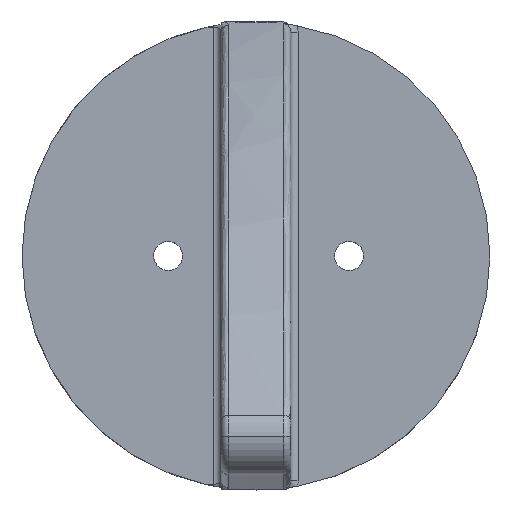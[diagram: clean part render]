
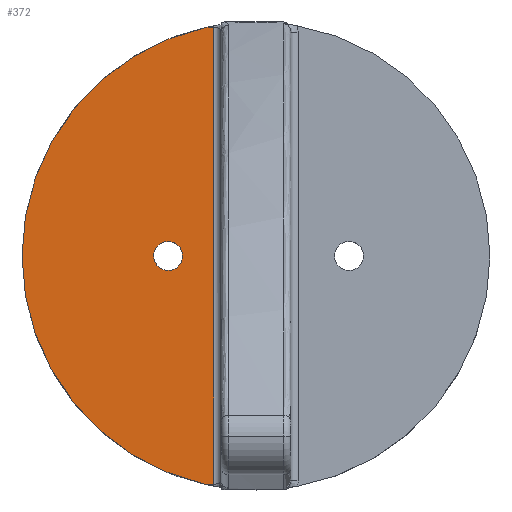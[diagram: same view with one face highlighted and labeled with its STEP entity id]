
A CAD part, top view. The second image highlights one B-rep face of the part: STEP entity #372.
In plain terms, the highlighted planar face has unit normal (0, 0, 1).
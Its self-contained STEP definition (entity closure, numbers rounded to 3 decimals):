
#164=CARTESIAN_POINT('Vertex',(-4.528,15.621,0.)) ;
#167=CARTESIAN_POINT('Axis2P3D Location',(-3.65,16.1,0.)) ;
#171=CARTESIAN_POINT('Vertex',(-2.772,16.579,0.)) ;
#186=CARTESIAN_POINT('Axis2P3D Location',(-3.65,16.1,0.)) ;
#198=CARTESIAN_POINT('Axis2P3D Location',(0.,0.,0.)) ;
#326=CARTESIAN_POINT('Axis2P3D Location',(2.4,16.1,0.)) ;
#330=CARTESIAN_POINT('Vertex',(-13.7,16.1,0.)) ;
#332=CARTESIAN_POINT('Vertex',(-0.973,31.843,0.)) ;
#335=CARTESIAN_POINT('Axis2P3D Location',(2.4,16.1,0.)) ;
#339=CARTESIAN_POINT('Vertex',(-1.139,0.394,0.)) ;
#342=CARTESIAN_POINT('Line Origine',(-0.82,0.394,0.)) ;
#346=CARTESIAN_POINT('Vertex',(-0.5,0.394,0.)) ;
#349=CARTESIAN_POINT('Line Origine',(-0.5,16.118,0.)) ;
#353=CARTESIAN_POINT('Vertex',(-0.5,31.843,0.)) ;
#356=CARTESIAN_POINT('Line Origine',(-0.737,31.843,0.)) ;
#168=DIRECTION('Axis2P3D Direction',(0.,0.,1.)) ;
#187=DIRECTION('Axis2P3D Direction',(0.,0.,1.)) ;
#199=DIRECTION('Axis2P3D Direction',(0.,0.,-1.)) ;
#200=DIRECTION('Axis2P3D XDirection',(0.,1.,0.)) ;
#327=DIRECTION('Axis2P3D Direction',(0.,0.,-1.)) ;
#336=DIRECTION('Axis2P3D Direction',(0.,0.,-1.)) ;
#343=DIRECTION('Vector Direction',(1.,0.,0.)) ;
#350=DIRECTION('Vector Direction',(0.,1.,0.)) ;
#357=DIRECTION('Vector Direction',(-1.,0.,0.)) ;
#169=AXIS2_PLACEMENT_3D('Circle Axis2P3D',#167,#168,$) ;
#188=AXIS2_PLACEMENT_3D('Circle Axis2P3D',#186,#187,$) ;
#201=AXIS2_PLACEMENT_3D('Plane Axis2P3D',#198,#199,#200) ;
#328=AXIS2_PLACEMENT_3D('Circle Axis2P3D',#326,#327,$) ;
#337=AXIS2_PLACEMENT_3D('Circle Axis2P3D',#335,#336,$) ;
#362=ORIENTED_EDGE('',*,*,#334,.F.) ;
#363=ORIENTED_EDGE('',*,*,#341,.F.) ;
#364=ORIENTED_EDGE('',*,*,#348,.F.) ;
#365=ORIENTED_EDGE('',*,*,#355,.F.) ;
#366=ORIENTED_EDGE('',*,*,#360,.F.) ;
#369=ORIENTED_EDGE('',*,*,#190,.T.) ;
#370=ORIENTED_EDGE('',*,*,#173,.T.) ;
#371=FACE_BOUND('',#368,.T.) ;
#344=VECTOR('Line Direction',#343,1.) ;
#351=VECTOR('Line Direction',#350,1.) ;
#358=VECTOR('Line Direction',#357,1.) ;
#372=ADVANCED_FACE('PartBody',(#367,#371),#202,.F.) ;
#170=CIRCLE('generated circle',#169,1.) ;
#189=CIRCLE('generated circle',#188,1.) ;
#329=CIRCLE('generated circle',#328,16.1) ;
#338=CIRCLE('generated circle',#337,16.1) ;
#173=EDGE_CURVE('',#172,#165,#170,.F.) ;
#190=EDGE_CURVE('',#165,#172,#189,.F.) ;
#334=EDGE_CURVE('',#331,#333,#329,.T.) ;
#341=EDGE_CURVE('',#340,#331,#338,.T.) ;
#348=EDGE_CURVE('',#347,#340,#345,.F.) ;
#355=EDGE_CURVE('',#354,#347,#352,.F.) ;
#360=EDGE_CURVE('',#333,#354,#359,.F.) ;
#361=EDGE_LOOP('',(#362,#363,#364,#365,#366)) ;
#368=EDGE_LOOP('',(#369,#370)) ;
#367=FACE_OUTER_BOUND('',#361,.T.) ;
#345=LINE('Line',#342,#344) ;
#352=LINE('Line',#349,#351) ;
#359=LINE('Line',#356,#358) ;
#202=PLANE('Plane',#201) ;
#165=VERTEX_POINT('',#164) ;
#172=VERTEX_POINT('',#171) ;
#331=VERTEX_POINT('',#330) ;
#333=VERTEX_POINT('',#332) ;
#340=VERTEX_POINT('',#339) ;
#347=VERTEX_POINT('',#346) ;
#354=VERTEX_POINT('',#353) ;
